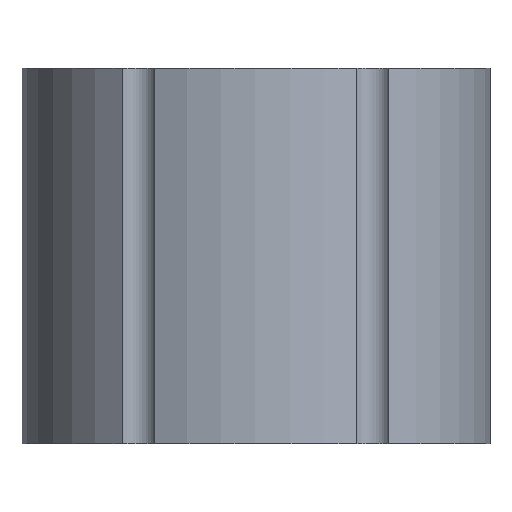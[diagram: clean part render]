
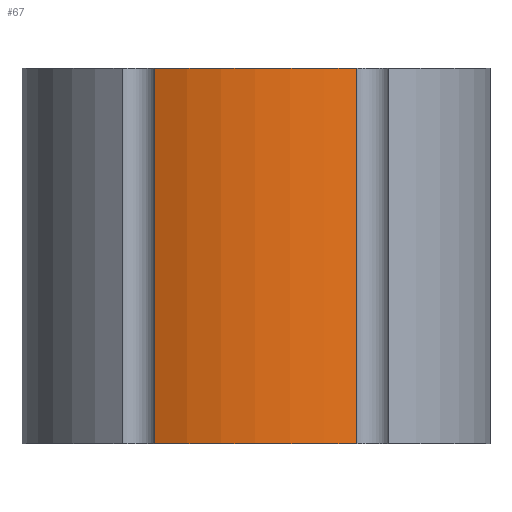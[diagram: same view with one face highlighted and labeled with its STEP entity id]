
A CAD part, front view. The second image highlights one B-rep face of the part: STEP entity #67.
In plain terms, the highlighted cylindrical face has radius 25 mm (diameter 50 mm), a partial arc.
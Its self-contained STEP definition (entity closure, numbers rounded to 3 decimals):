
#67 = ADVANCED_FACE ( 'NONE', ( #645 ), #384, .T. ) ;
#112 = EDGE_CURVE ( 'NONE', #203, #629, #374, .T. ) ;
#116 = DIRECTION ( 'NONE',  ( 0., 0., 1. ) ) ;
#117 = EDGE_CURVE ( 'NONE', #566, #844, #863, .T. ) ;
#150 = CIRCLE ( 'NONE', #636, 25. ) ;
#156 = DIRECTION ( 'NONE',  ( 1., 0., 0. ) ) ;
#203 = VERTEX_POINT ( 'NONE', #212 ) ;
#212 = CARTESIAN_POINT ( 'NONE',  ( 10.672, -22.608, -40. ) ) ;
#231 = VECTOR ( 'NONE', #323, 1000. ) ;
#282 = CARTESIAN_POINT ( 'NONE',  ( -10.796, -22.549, 0. ) ) ;
#283 = AXIS2_PLACEMENT_3D ( 'NONE', #379, #511, #593 ) ;
#291 = CARTESIAN_POINT ( 'NONE',  ( 0., 0., 0. ) ) ;
#294 = ORIENTED_EDGE ( 'NONE', *, *, #537, .T. ) ;
#323 = DIRECTION ( 'NONE',  ( 0., 0., -1. ) ) ;
#335 = ORIENTED_EDGE ( 'NONE', *, *, #736, .F. ) ;
#359 = DIRECTION ( 'NONE',  ( 0., 0., 1. ) ) ;
#371 = DIRECTION ( 'NONE',  ( 1., 0., 0. ) ) ;
#374 = LINE ( 'NONE', #808, #561 ) ;
#379 = CARTESIAN_POINT ( 'NONE',  ( 0., 0., -40. ) ) ;
#384 = CYLINDRICAL_SURFACE ( 'NONE', #283, 25. ) ;
#413 = EDGE_LOOP ( 'NONE', ( #294, #612, #335, #572 ) ) ;
#457 = AXIS2_PLACEMENT_3D ( 'NONE', #291, #359, #371 ) ;
#468 = CARTESIAN_POINT ( 'NONE',  ( 10.672, -22.608, 0. ) ) ;
#511 = DIRECTION ( 'NONE',  ( 0., 0., 1. ) ) ;
#537 = EDGE_CURVE ( 'NONE', #844, #203, #150, .T. ) ;
#556 = DIRECTION ( 'NONE',  ( 0., 0., 1. ) ) ;
#561 = VECTOR ( 'NONE', #116, 1000. ) ;
#565 = CIRCLE ( 'NONE', #457, 25. ) ;
#566 = VERTEX_POINT ( 'NONE', #282 ) ;
#572 = ORIENTED_EDGE ( 'NONE', *, *, #117, .T. ) ;
#593 = DIRECTION ( 'NONE',  ( 1., 0., 0. ) ) ;
#612 = ORIENTED_EDGE ( 'NONE', *, *, #112, .T. ) ;
#629 = VERTEX_POINT ( 'NONE', #468 ) ;
#636 = AXIS2_PLACEMENT_3D ( 'NONE', #834, #556, #156 ) ;
#645 = FACE_OUTER_BOUND ( 'NONE', #413, .T. ) ;
#661 = CARTESIAN_POINT ( 'NONE',  ( -10.796, -22.549, -101.489 ) ) ;
#736 = EDGE_CURVE ( 'NONE', #566, #629, #565, .T. ) ;
#806 = CARTESIAN_POINT ( 'NONE',  ( -10.796, -22.549, -40. ) ) ;
#808 = CARTESIAN_POINT ( 'NONE',  ( 10.672, -22.608, -101.489 ) ) ;
#834 = CARTESIAN_POINT ( 'NONE',  ( 0., 0., -40. ) ) ;
#844 = VERTEX_POINT ( 'NONE', #806 ) ;
#863 = LINE ( 'NONE', #661, #231 ) ;
